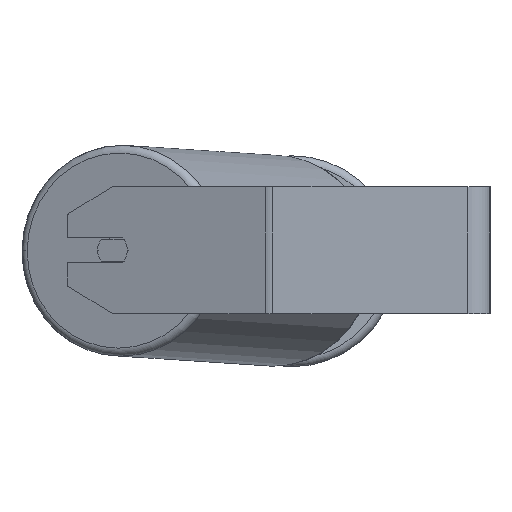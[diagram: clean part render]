
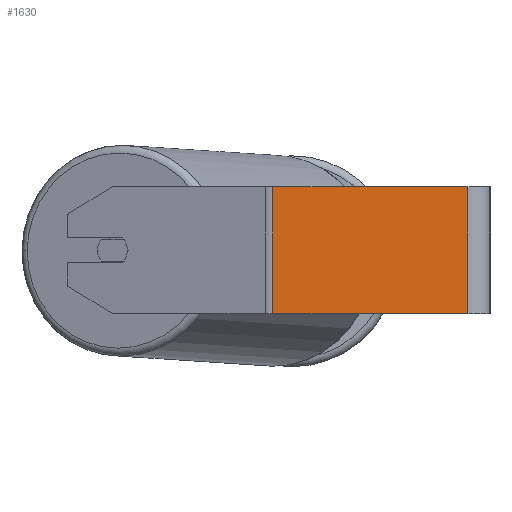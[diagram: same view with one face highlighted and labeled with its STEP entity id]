
A CAD part, left-side view. The second image highlights one B-rep face of the part: STEP entity #1630.
In plain terms, the highlighted planar face has unit normal (-1, 0, 0).
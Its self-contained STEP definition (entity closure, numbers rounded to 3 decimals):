
#102 = EDGE_CURVE ( 'NONE', #6539, #3434, #8363, .T. ) ;
#222 = VECTOR ( 'NONE', #1662, 1000. ) ;
#304 = VERTEX_POINT ( 'NONE', #4773 ) ;
#652 = VECTOR ( 'NONE', #4123, 1000. ) ;
#833 = CARTESIAN_POINT ( 'NONE',  ( -500., 139.375, 40. ) ) ;
#838 = AXIS2_PLACEMENT_3D ( 'NONE', #833, #4076, #4915 ) ;
#874 = PLANE ( 'NONE',  #838 ) ;
#895 = EDGE_CURVE ( 'NONE', #3657, #3434, #4702, .T. ) ;
#913 = VECTOR ( 'NONE', #3103, 1000. ) ;
#991 = ORIENTED_EDGE ( 'NONE', *, *, #102, .T. ) ;
#1164 = EDGE_CURVE ( 'NONE', #304, #6539, #1796, .T. ) ;
#1497 = FACE_OUTER_BOUND ( 'NONE', #7724, .T. ) ;
#1630 = ADVANCED_FACE ( 'NONE', ( #1497 ), #874, .F. ) ;
#1662 = DIRECTION ( 'NONE',  ( 0., 0., -1. ) ) ;
#1669 = CARTESIAN_POINT ( 'NONE',  ( -500., 14., -40. ) ) ;
#1796 = LINE ( 'NONE', #3212, #222 ) ;
#1912 = LINE ( 'NONE', #8014, #5069 ) ;
#2821 = CARTESIAN_POINT ( 'NONE',  ( -500., 14., 40. ) ) ;
#3103 = DIRECTION ( 'NONE',  ( 0., -1., 0. ) ) ;
#3212 = CARTESIAN_POINT ( 'NONE',  ( -500., 136.906, 40. ) ) ;
#3434 = VERTEX_POINT ( 'NONE', #1669 ) ;
#3657 = VERTEX_POINT ( 'NONE', #2821 ) ;
#3775 = CARTESIAN_POINT ( 'NONE',  ( -500., 139.375, -40. ) ) ;
#4076 = DIRECTION ( 'NONE',  ( 1., 0., 0. ) ) ;
#4123 = DIRECTION ( 'NONE',  ( 0., 0., -1. ) ) ;
#4600 = ORIENTED_EDGE ( 'NONE', *, *, #895, .F. ) ;
#4702 = LINE ( 'NONE', #7321, #652 ) ;
#4773 = CARTESIAN_POINT ( 'NONE',  ( -500., 136.906, 40. ) ) ;
#4915 = DIRECTION ( 'NONE',  ( 0., 0., -1. ) ) ;
#5054 = ORIENTED_EDGE ( 'NONE', *, *, #1164, .T. ) ;
#5069 = VECTOR ( 'NONE', #6707, 1000. ) ;
#5399 = CARTESIAN_POINT ( 'NONE',  ( -500., 136.906, -40. ) ) ;
#6158 = ORIENTED_EDGE ( 'NONE', *, *, #7024, .F. ) ;
#6539 = VERTEX_POINT ( 'NONE', #5399 ) ;
#6707 = DIRECTION ( 'NONE',  ( 0., -1., 0. ) ) ;
#7024 = EDGE_CURVE ( 'NONE', #304, #3657, #1912, .T. ) ;
#7321 = CARTESIAN_POINT ( 'NONE',  ( -500., 14., 40. ) ) ;
#7724 = EDGE_LOOP ( 'NONE', ( #991, #4600, #6158, #5054 ) ) ;
#8014 = CARTESIAN_POINT ( 'NONE',  ( -500., 139.375, 40. ) ) ;
#8363 = LINE ( 'NONE', #3775, #913 ) ;
